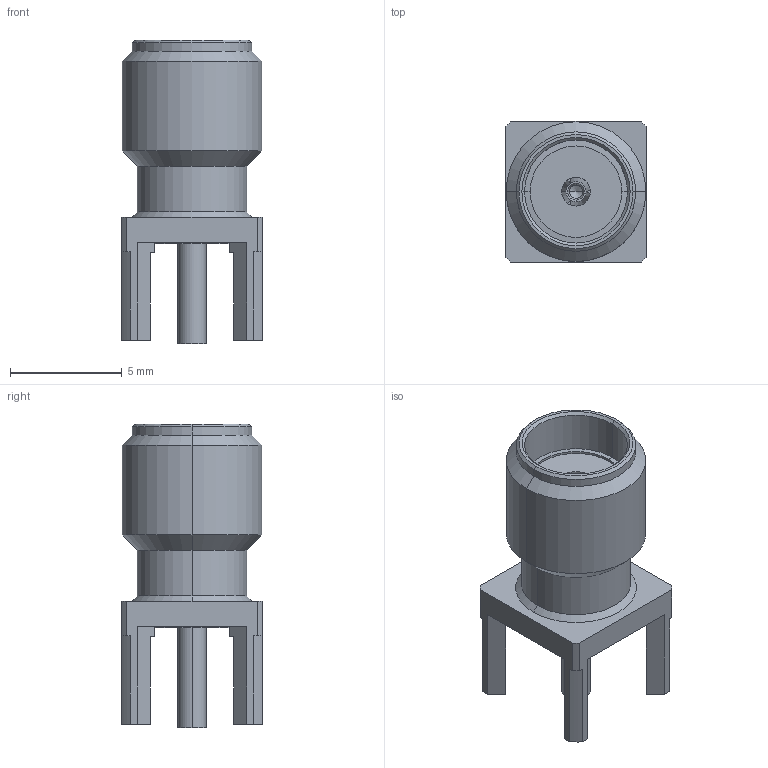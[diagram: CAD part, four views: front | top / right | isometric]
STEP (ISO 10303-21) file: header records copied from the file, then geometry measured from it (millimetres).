
FILE_DESCRIPTION(('FreeCAD Model'),'2;1');
FILE_NAME('Imported1.step', '2016-12-06T15:32:21',('Author'),(''), 'Open CASCADE STEP processor 6.8','FreeCAD','Unknown');
FILE_SCHEMA(('AUTOMOTIVE_DESIGN_CC2 { 1 2 10303 214 -1 1 5 4 }'));
Length unit declared in the file: millimetre
Products named in the file (2): ASSEMBLY; Imported1
Assembly tree (1 placements, depth 2):
  ASSEMBLY
    Imported1
Bounding box: 6.31 x 6.31 x 13.62 mm (x, y, z)
Volume: 238.8 mm3; surface area: 400.4 mm2
Topology: 1 solids, 1 shells, 113 faces, 299 edges, 193 vertices
Faces by surface type: plane 45, cone 34, cylinder 34
Entity records: 14712 total; most frequent: CARTESIAN_POINT 9371, DIRECTION 830, ORIENTED_EDGE 594, PCURVE 594, DEFINITIONAL_REPRESENTATION 594, B_SPLINE_CURVE_WITH_KNOTS 368, LINE 324, VECTOR 324
